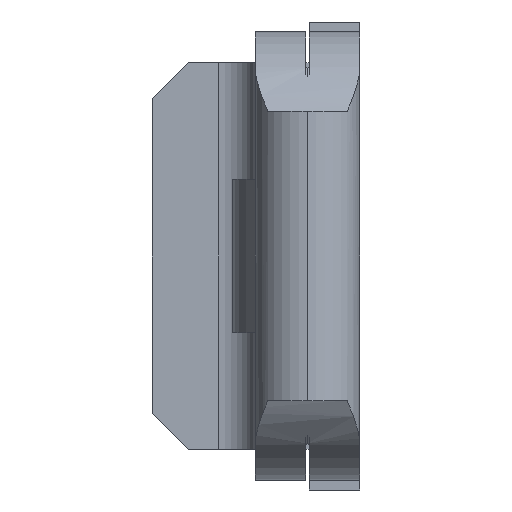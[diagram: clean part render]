
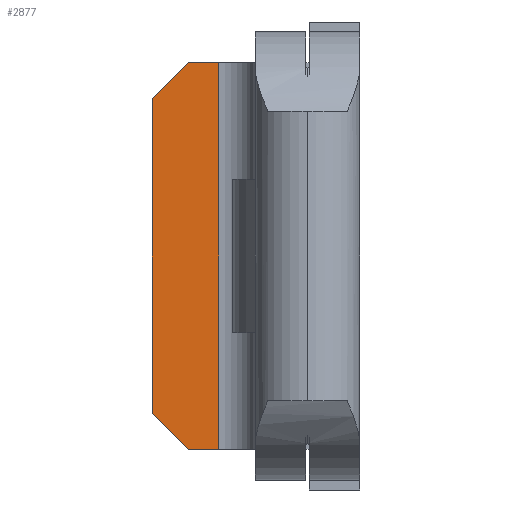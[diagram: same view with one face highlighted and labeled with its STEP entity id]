
A CAD part, left-side view. The second image highlights one B-rep face of the part: STEP entity #2877.
In plain terms, the highlighted planar face has unit normal (-1, 0, 0).
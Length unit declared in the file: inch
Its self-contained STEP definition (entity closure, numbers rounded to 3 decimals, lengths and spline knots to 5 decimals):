
#9 = VECTOR ( 'NONE', #1251, 39.37008 ) ;
#197 = CARTESIAN_POINT ( 'NONE',  ( 0.861, 0.086, 0.1245 ) ) ;
#251 = CARTESIAN_POINT ( 'NONE',  ( 0.861, 0.049, 0.1245 ) ) ;
#264 = CARTESIAN_POINT ( 'NONE',  ( 0.861, 0.066, 0.107 ) ) ;
#293 = VECTOR ( 'NONE', #1264, 39.37008 ) ;
#365 = EDGE_CURVE ( 'NONE', #2769, #2394, #500, .T. ) ;
#412 = ORIENTED_EDGE ( 'NONE', *, *, #365, .T. ) ;
#500 = LINE ( 'NONE', #1500, #2908 ) ;
#508 = ORIENTED_EDGE ( 'NONE', *, *, #1011, .T. ) ;
#515 = CARTESIAN_POINT ( 'NONE',  ( 0.861, 0.086, 0.087 ) ) ;
#522 = VERTEX_POINT ( 'NONE', #850 ) ;
#534 = ORIENTED_EDGE ( 'NONE', *, *, #1792, .T. ) ;
#691 = AXIS2_PLACEMENT_3D ( 'NONE', #197, #1199, #2206 ) ;
#712 = CARTESIAN_POINT ( 'NONE',  ( 0.861, 0.086, -0.107 ) ) ;
#784 = DIRECTION ( 'NONE',  ( 0., 1., 0. ) ) ;
#786 = EDGE_CURVE ( 'NONE', #522, #2145, #2511, .T. ) ;
#850 = CARTESIAN_POINT ( 'NONE',  ( 0.861, 0.049, 0.107 ) ) ;
#932 = CARTESIAN_POINT ( 'NONE',  ( 0.861, 0.086, 0.1245 ) ) ;
#942 = EDGE_LOOP ( 'NONE', ( #508, #534, #1755, #412, #1397, #2680 ) ) ;
#965 = VERTEX_POINT ( 'NONE', #515 ) ;
#995 = VERTEX_POINT ( 'NONE', #2541 ) ;
#1011 = EDGE_CURVE ( 'NONE', #522, #995, #2038, .T. ) ;
#1199 = DIRECTION ( 'NONE',  ( 1., 0., 0. ) ) ;
#1251 = DIRECTION ( 'NONE',  ( 0., 0., -1. ) ) ;
#1264 = DIRECTION ( 'NONE',  ( 0., 0.707, -0.707 ) ) ;
#1373 = CARTESIAN_POINT ( 'NONE',  ( 0.861, 0.086, -0.087 ) ) ;
#1397 = ORIENTED_EDGE ( 'NONE', *, *, #2146, .T. ) ;
#1443 = FACE_OUTER_BOUND ( 'NONE', #942, .T. ) ;
#1500 = CARTESIAN_POINT ( 'NONE',  ( 0.861, 0.066, -0.107 ) ) ;
#1668 = CARTESIAN_POINT ( 'NONE',  ( 0.861, 0.066, -0.107 ) ) ;
#1675 = VECTOR ( 'NONE', #1716, 39.37008 ) ;
#1716 = DIRECTION ( 'NONE',  ( 0., -1., 0. ) ) ;
#1755 = ORIENTED_EDGE ( 'NONE', *, *, #2850, .T. ) ;
#1792 = EDGE_CURVE ( 'NONE', #995, #965, #2524, .T. ) ;
#1908 = VECTOR ( 'NONE', #784, 39.37008 ) ;
#1933 = DIRECTION ( 'NONE',  ( 0., 0., -1. ) ) ;
#1953 = VECTOR ( 'NONE', #1933, 39.37008 ) ;
#1960 = CARTESIAN_POINT ( 'NONE',  ( 0.861, 0.049, -0.107 ) ) ;
#2038 = LINE ( 'NONE', #3055, #1908 ) ;
#2145 = VERTEX_POINT ( 'NONE', #1960 ) ;
#2146 = EDGE_CURVE ( 'NONE', #2394, #2145, #2984, .T. ) ;
#2206 = DIRECTION ( 'NONE',  ( 0., 0., -1. ) ) ;
#2394 = VERTEX_POINT ( 'NONE', #1668 ) ;
#2459 = PLANE ( 'NONE',  #691 ) ;
#2511 = LINE ( 'NONE', #251, #9 ) ;
#2516 = DIRECTION ( 'NONE',  ( 0., -0.707, -0.707 ) ) ;
#2524 = LINE ( 'NONE', #264, #293 ) ;
#2541 = CARTESIAN_POINT ( 'NONE',  ( 0.861, 0.066, 0.107 ) ) ;
#2680 = ORIENTED_EDGE ( 'NONE', *, *, #786, .F. ) ;
#2769 = VERTEX_POINT ( 'NONE', #1373 ) ;
#2850 = EDGE_CURVE ( 'NONE', #965, #2769, #3205, .T. ) ;
#2877 = ADVANCED_FACE ( 'NONE', ( #1443 ), #2459, .F. ) ;
#2908 = VECTOR ( 'NONE', #2516, 39.37008 ) ;
#2984 = LINE ( 'NONE', #712, #1675 ) ;
#3055 = CARTESIAN_POINT ( 'NONE',  ( 0.861, 0.086, 0.107 ) ) ;
#3205 = LINE ( 'NONE', #932, #1953 ) ;
